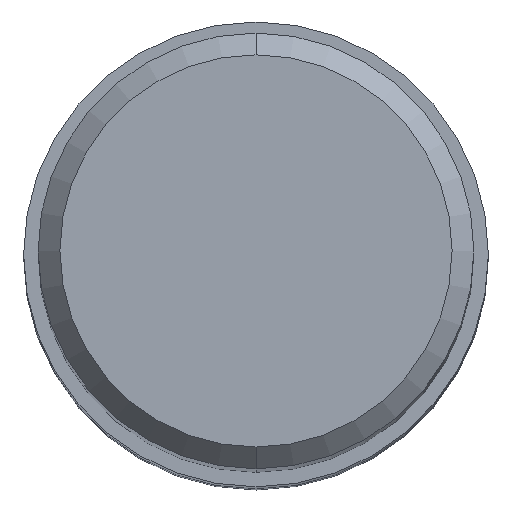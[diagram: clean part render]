
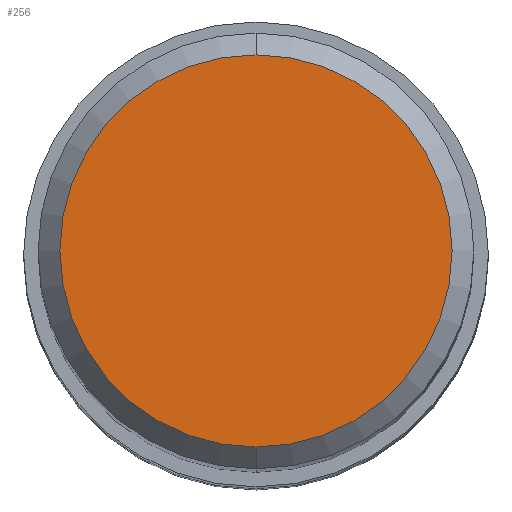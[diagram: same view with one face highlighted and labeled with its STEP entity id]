
A CAD part, top view. The second image highlights one B-rep face of the part: STEP entity #256.
In plain terms, the highlighted planar face has unit normal (0, 0, 1).
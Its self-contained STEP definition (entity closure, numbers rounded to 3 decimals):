
#202=EDGE_CURVE('',#406,#372,#504,.T.);
#256=ADVANCED_FACE('',(#562),#563,.T.);
#372=VERTEX_POINT('',#692);
#406=VERTEX_POINT('',#734);
#448=EDGE_CURVE('',#372,#406,#779,.T.);
#504=CIRCLE('',#861,5.4);
#562=FACE_OUTER_BOUND('',#956,.T.);
#563=PLANE('',#957);
#692=CARTESIAN_POINT('',(0.,-5.4,0.0));
#734=CARTESIAN_POINT('',(0.0,5.4,0.0));
#779=CIRCLE('',#1446,5.4);
#861=AXIS2_PLACEMENT_3D('',#1500,#1501,#1502);
#956=EDGE_LOOP('',(#1566,#1567));
#957=AXIS2_PLACEMENT_3D('',#1568,#1569,#1570);
#1446=AXIS2_PLACEMENT_3D('',#1827,#1828,#1829);
#1500=CARTESIAN_POINT('',(0.0,0.0,0.0));
#1501=DIRECTION('',(0.0,0.0,-1.0));
#1502=DIRECTION('',(0.0,1.0,0.0));
#1566=ORIENTED_EDGE('',*,*,#202,.F.);
#1567=ORIENTED_EDGE('',*,*,#448,.F.);
#1568=CARTESIAN_POINT('',(0.0,2.7,0.0));
#1569=DIRECTION('',(-0.0,0.0,1.0));
#1570=DIRECTION('',(0.0,-1.0,0.0));
#1827=CARTESIAN_POINT('',(0.0,0.0,0.0));
#1828=DIRECTION('',(0.0,0.0,-1.0));
#1829=DIRECTION('',(0.0,1.0,0.0));
